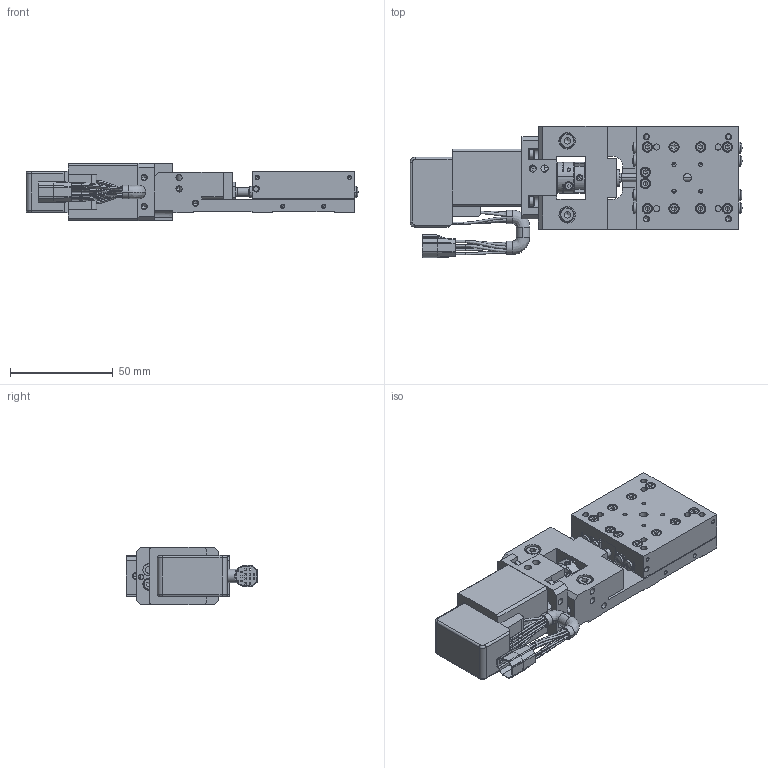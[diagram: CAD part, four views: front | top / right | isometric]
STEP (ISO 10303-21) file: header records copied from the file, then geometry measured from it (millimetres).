
FILE_DESCRIPTION( (''), '2;1');
FILE_NAME ('DR051294-0001-000-00(3D).stp','2019-04-18T16:35:33',(''),(''),'spGate 13.4.4','','');
FILE_SCHEMA (('AUTOMOTIVE_DESIGN'));
Length unit declared in the file: millimetre
Products named in the file (7): Assembly; DR051294-0001-000-00(3D)-prt0; DR051294-0001-000-00(3D)-prt1; DR051294-0001-000-00(3D)-prt2; DR051294-0001-000-00(3D)-prt3; DR051294-0001-000-00(3D)-prt4; DR051294-0001-000-00(3D)-prt5
Assembly tree (6 placements, depth 2):
  Assembly
    DR051294-0001-000-00(3D)-prt0
    DR051294-0001-000-00(3D)-prt1
    DR051294-0001-000-00(3D)-prt2
    DR051294-0001-000-00(3D)-prt3
    DR051294-0001-000-00(3D)-prt4
    DR051294-0001-000-00(3D)-prt5
Bounding box: 161.59 x 63.77 x 28 mm (x, y, z)
Volume: 124028.7 mm3; surface area: 54194.3 mm2
Topology: 6 solids, 6 shells, 2206 faces, 5374 edges, 3251 vertices
Faces by surface type: plane 1158, cylinder 592, bspline 440, sphere 16
Full cylindrical faces by diameter (mm): 2.6 x2, 3 x2
Entity records: 111316 total; most frequent: CARTESIAN_POINT 19989, ORIENTED_EDGE 10482, DIRECTION 9438, COLOUR_RGB 7453, PRESENTATION_STYLE_ASSIGNMENT 7453, STYLED_ITEM 7453, EDGE_CURVE 5241, DRAUGHTING_PRE_DEFINED_CURVE_FONT 5241
